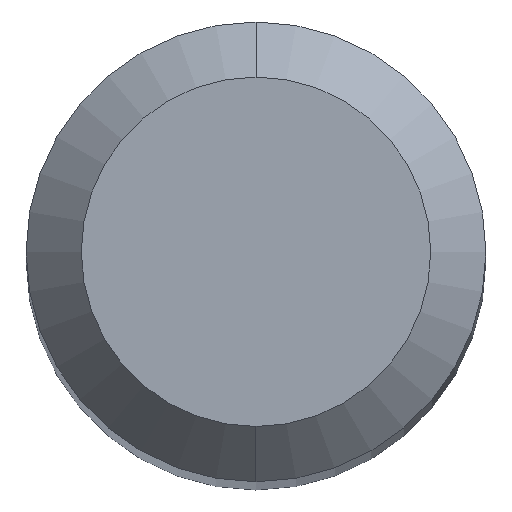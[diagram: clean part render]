
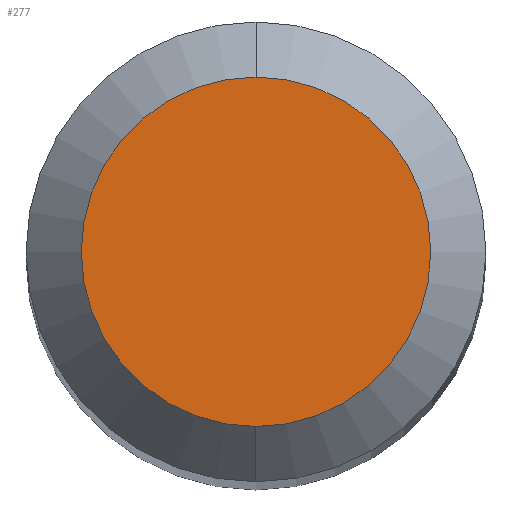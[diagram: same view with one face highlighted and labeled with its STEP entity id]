
A CAD part, top view. The second image highlights one B-rep face of the part: STEP entity #277.
In plain terms, the highlighted planar face has unit normal (0, 0, 1).
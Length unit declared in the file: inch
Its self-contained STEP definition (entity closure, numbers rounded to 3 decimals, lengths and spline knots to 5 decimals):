
#7 = CARTESIAN_POINT ( 'NONE',  ( 0., -0.0475, 0. ) ) ;
#28 = VERTEX_POINT ( 'NONE', #263 ) ;
#36 = CARTESIAN_POINT ( 'NONE',  ( 0., 0., 0. ) ) ;
#39 = ORIENTED_EDGE ( 'NONE', *, *, #117, .T. ) ;
#67 = DIRECTION ( 'NONE',  ( 0., 0., -1. ) ) ;
#104 = DIRECTION ( 'NONE',  ( 0., 1., 0. ) ) ;
#117 = EDGE_CURVE ( 'NONE', #167, #28, #240, .T. ) ;
#144 = AXIS2_PLACEMENT_3D ( 'NONE', #36, #195, #343 ) ;
#150 = CARTESIAN_POINT ( 'NONE',  ( 0., 0.0475, 0. ) ) ;
#163 = AXIS2_PLACEMENT_3D ( 'NONE', #273, #239, #439 ) ;
#167 = VERTEX_POINT ( 'NONE', #7 ) ;
#170 = AXIS2_PLACEMENT_3D ( 'NONE', #150, #67, #104 ) ;
#195 = DIRECTION ( 'NONE',  ( 0., 0., 1. ) ) ;
#239 = DIRECTION ( 'NONE',  ( 0., 0., 1. ) ) ;
#240 = CIRCLE ( 'NONE', #163, 0.0475 ) ;
#247 = EDGE_LOOP ( 'NONE', ( #390, #39 ) ) ;
#263 = CARTESIAN_POINT ( 'NONE',  ( 0., 0.0475, 0. ) ) ;
#273 = CARTESIAN_POINT ( 'NONE',  ( 0., 0., 0. ) ) ;
#277 = ADVANCED_FACE ( 'NONE', ( #363 ), #409, .F. ) ;
#343 = DIRECTION ( 'NONE',  ( 0., -1., 0. ) ) ;
#346 = EDGE_CURVE ( 'NONE', #28, #167, #421, .T. ) ;
#363 = FACE_OUTER_BOUND ( 'NONE', #247, .T. ) ;
#390 = ORIENTED_EDGE ( 'NONE', *, *, #346, .T. ) ;
#409 = PLANE ( 'NONE',  #170 ) ;
#421 = CIRCLE ( 'NONE', #144, 0.0475 ) ;
#439 = DIRECTION ( 'NONE',  ( 0., -1., 0. ) ) ;
